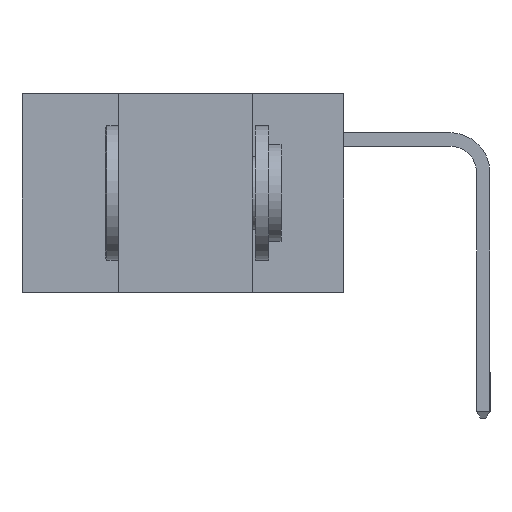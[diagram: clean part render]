
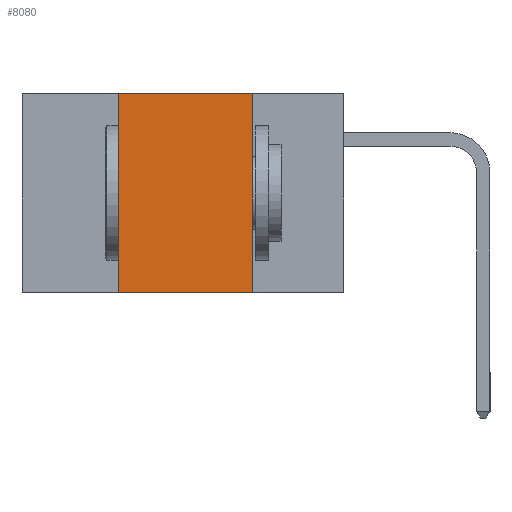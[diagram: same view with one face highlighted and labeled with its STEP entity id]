
A CAD part, left-side view. The second image highlights one B-rep face of the part: STEP entity #8080.
In plain terms, the highlighted planar face has unit normal (-1, 0, 0).
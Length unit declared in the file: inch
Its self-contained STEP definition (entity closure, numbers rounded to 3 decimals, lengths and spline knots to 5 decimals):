
#1388 = CARTESIAN_POINT ( 'NONE',  ( 0., 0.17, -0.37 ) ) ;
#1397 = CARTESIAN_POINT ( 'NONE',  ( 0., 0.6, 0. ) ) ;
#1927 = VERTEX_POINT ( 'NONE', #22355 ) ;
#2526 = VERTEX_POINT ( 'NONE', #17463 ) ;
#3004 = EDGE_CURVE ( 'NONE', #2526, #17726, #6686, .T. ) ;
#3220 = DIRECTION ( 'NONE',  ( 0., -1., 0. ) ) ;
#3580 = DIRECTION ( 'NONE',  ( 0., 0., -1. ) ) ;
#4309 = FACE_OUTER_BOUND ( 'NONE', #11221, .T. ) ;
#4570 = VECTOR ( 'NONE', #3220, 39.37008 ) ;
#4878 = LINE ( 'NONE', #1397, #25036 ) ;
#5552 = ORIENTED_EDGE ( 'NONE', *, *, #3004, .T. ) ;
#6112 = EDGE_CURVE ( 'NONE', #2526, #21190, #19404, .T. ) ;
#6686 = LINE ( 'NONE', #12881, #4570 ) ;
#7257 = VECTOR ( 'NONE', #3580, 39.37008 ) ;
#8080 = ADVANCED_FACE ( 'NONE', ( #4309 ), #23925, .F. ) ;
#8849 = EDGE_CURVE ( 'NONE', #21190, #1927, #4878, .T. ) ;
#9132 = DIRECTION ( 'NONE',  ( 0., 0., 1. ) ) ;
#10693 = EDGE_CURVE ( 'NONE', #1927, #17726, #12464, .T. ) ;
#11221 = EDGE_LOOP ( 'NONE', ( #13348, #20949, #22731, #5552 ) ) ;
#12464 = LINE ( 'NONE', #15264, #7257 ) ;
#12881 = CARTESIAN_POINT ( 'NONE',  ( 0., 0.6, -0.37 ) ) ;
#13348 = ORIENTED_EDGE ( 'NONE', *, *, #10693, .F. ) ;
#14180 = DIRECTION ( 'NONE',  ( 1., 0., 0. ) ) ;
#15264 = CARTESIAN_POINT ( 'NONE',  ( 0., 0.17, 0. ) ) ;
#15689 = CARTESIAN_POINT ( 'NONE',  ( 0., 0.42, 0. ) ) ;
#16145 = DIRECTION ( 'NONE',  ( 0., 0., -1. ) ) ;
#17463 = CARTESIAN_POINT ( 'NONE',  ( 0., 0.42, -0.37 ) ) ;
#17726 = VERTEX_POINT ( 'NONE', #1388 ) ;
#18475 = VECTOR ( 'NONE', #9132, 39.37008 ) ;
#19404 = LINE ( 'NONE', #20846, #18475 ) ;
#20846 = CARTESIAN_POINT ( 'NONE',  ( 0., 0.42, 0. ) ) ;
#20949 = ORIENTED_EDGE ( 'NONE', *, *, #8849, .F. ) ;
#21190 = VERTEX_POINT ( 'NONE', #15689 ) ;
#21819 = AXIS2_PLACEMENT_3D ( 'NONE', #23674, #14180, #16145 ) ;
#22355 = CARTESIAN_POINT ( 'NONE',  ( 0., 0.17, 0. ) ) ;
#22490 = DIRECTION ( 'NONE',  ( 0., -1., 0. ) ) ;
#22731 = ORIENTED_EDGE ( 'NONE', *, *, #6112, .F. ) ;
#23674 = CARTESIAN_POINT ( 'NONE',  ( 0., 0.6, 0. ) ) ;
#23925 = PLANE ( 'NONE',  #21819 ) ;
#25036 = VECTOR ( 'NONE', #22490, 39.37008 ) ;
